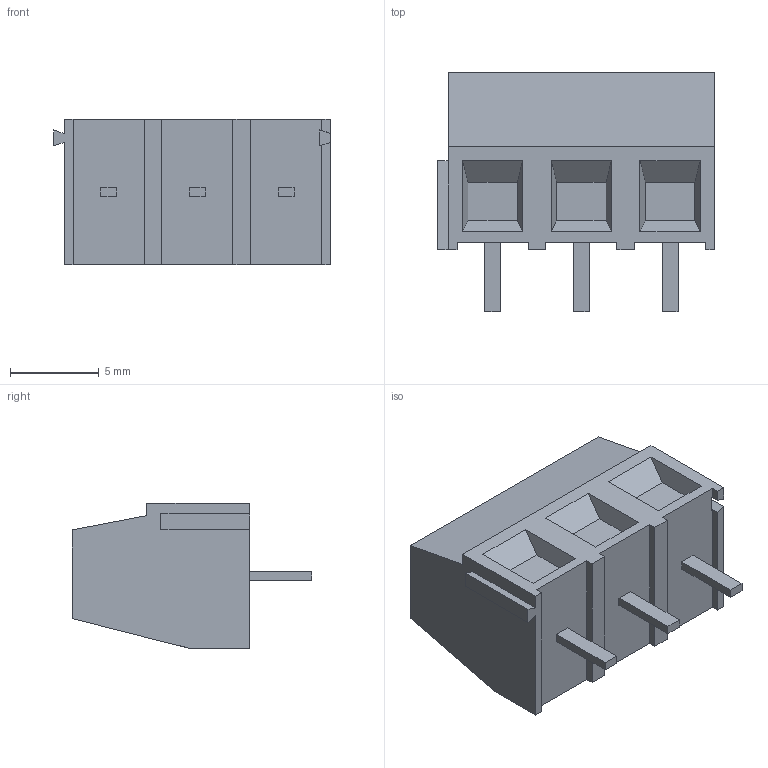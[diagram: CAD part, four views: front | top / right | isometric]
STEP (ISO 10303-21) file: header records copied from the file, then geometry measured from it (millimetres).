
FILE_DESCRIPTION(('STEP AP214'),'1');
FILE_NAME('282836-3.stp','2019-11-05T03:30:17',('TraceParts'),('TraceParts S.A.'),'Spatial InterOp 3D',' ',' ');
FILE_SCHEMA(('AUTOMOTIVE_DESIGN { 1 0 10303 214 1 1 1 1 }'));
Length unit declared in the file: millimetre
Products named in the file (1): 282836-3
Bounding box: 15.6 x 13.5 x 8.2 mm (x, y, z)
Volume: 967.7 mm3; surface area: 803.7 mm2
Topology: 1 solids, 1 shells, 103 faces, 270 edges, 178 vertices
Faces by surface type: plane 91, cylinder 12
Entity records: 3141 total; most frequent: CARTESIAN_POINT 552, ORIENTED_EDGE 540, DIRECTION 508, EDGE_CURVE 270, LINE 240, VECTOR 240, VERTEX_POINT 178, AXIS2_PLACEMENT_3D 134
